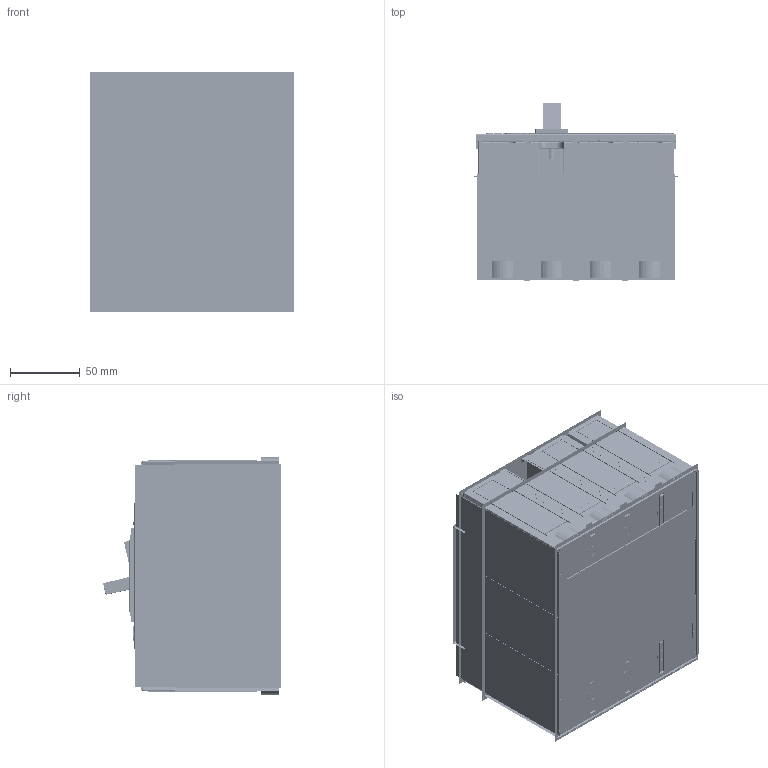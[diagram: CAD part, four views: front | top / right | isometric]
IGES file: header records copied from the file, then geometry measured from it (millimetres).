
Start section:  PTC IGES file: 0nm1-250h4p_asm.igs
Global section: file name: 0nm1-250h4p_asm.igs; native system: Pro/ENGINEER by Parametric Technology Corporation; preprocessor: 2007090; author: zychuan; organization: Unknown; date: 20140329.141723; units: millimetre
Bounding box: 145.6 x 127.1 x 171.6 mm (x, y, z)
Surface area: 4894237.3 mm2 (no closed solid volume)
Topology: 0 solids, 0 shells, 17180 faces, 251387 edges, 328745 vertices
Faces by surface type: bspline 10756, revolution 6424
